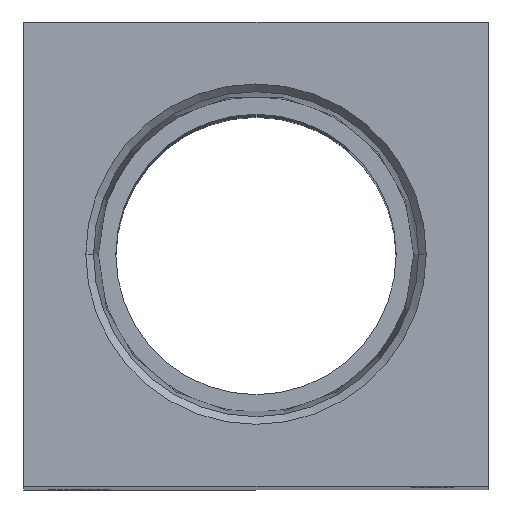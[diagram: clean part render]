
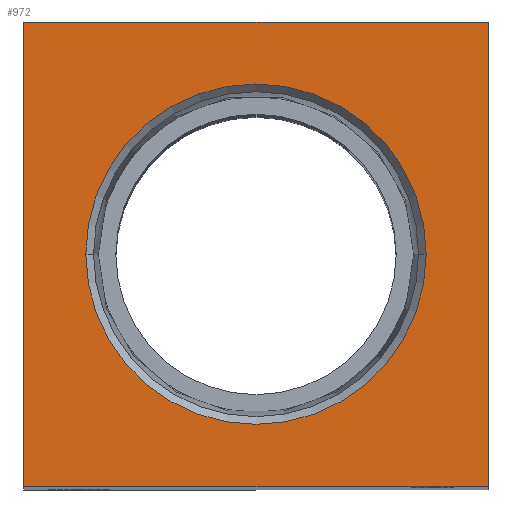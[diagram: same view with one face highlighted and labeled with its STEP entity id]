
A CAD part, top view. The second image highlights one B-rep face of the part: STEP entity #972.
In plain terms, the highlighted planar face has unit normal (0, 0, 1).
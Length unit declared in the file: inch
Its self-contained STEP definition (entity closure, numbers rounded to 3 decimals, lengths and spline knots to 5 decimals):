
#1 = ORIENTED_EDGE ( 'NONE', *, *, #1244, .F. ) ;
#75 = AXIS2_PLACEMENT_3D ( 'NONE', #1493, #1480, #1477 ) ;
#115 = CARTESIAN_POINT ( 'NONE',  ( -0.75, 0.75, 3.4375 ) ) ;
#168 = EDGE_CURVE ( 'NONE', #1134, #1221, #700, .T. ) ;
#199 = EDGE_CURVE ( 'NONE', #1627, #1134, #2113, .T. ) ;
#283 = VECTOR ( 'NONE', #665, 39.37008 ) ;
#408 = CARTESIAN_POINT ( 'NONE',  ( 0.75, -0.75, 3.4375 ) ) ;
#498 = CIRCLE ( 'NONE', #728, 0.5499 ) ;
#508 = VERTEX_POINT ( 'NONE', #760 ) ;
#532 = VERTEX_POINT ( 'NONE', #675 ) ;
#548 = CARTESIAN_POINT ( 'NONE',  ( 0.75, 0.75, 3.4375 ) ) ;
#552 = VECTOR ( 'NONE', #1548, 39.37008 ) ;
#627 = LINE ( 'NONE', #2040, #1033 ) ;
#665 = DIRECTION ( 'NONE',  ( 1., 0., 0. ) ) ;
#675 = CARTESIAN_POINT ( 'NONE',  ( 0.5499, 0., 3.4375 ) ) ;
#700 = LINE ( 'NONE', #1721, #552 ) ;
#728 = AXIS2_PLACEMENT_3D ( 'NONE', #944, #1042, #1636 ) ;
#736 = ORIENTED_EDGE ( 'NONE', *, *, #199, .T. ) ;
#760 = CARTESIAN_POINT ( 'NONE',  ( -0.5499, 0., 3.4375 ) ) ;
#815 = EDGE_CURVE ( 'NONE', #1268, #1627, #1649, .T. ) ;
#856 = EDGE_LOOP ( 'NONE', ( #1, #1848 ) ) ;
#927 = FACE_OUTER_BOUND ( 'NONE', #1394, .T. ) ;
#944 = CARTESIAN_POINT ( 'NONE',  ( 0., 0., 3.4375 ) ) ;
#972 = ADVANCED_FACE ( 'NONE', ( #2135, #927 ), #1643, .T. ) ;
#1033 = VECTOR ( 'NONE', #1103, 39.37008 ) ;
#1042 = DIRECTION ( 'NONE',  ( 0., 0., 1. ) ) ;
#1103 = DIRECTION ( 'NONE',  ( 0., -1., 0. ) ) ;
#1134 = VERTEX_POINT ( 'NONE', #548 ) ;
#1221 = VERTEX_POINT ( 'NONE', #115 ) ;
#1244 = EDGE_CURVE ( 'NONE', #532, #508, #498, .T. ) ;
#1268 = VERTEX_POINT ( 'NONE', #1944 ) ;
#1288 = DIRECTION ( 'NONE',  ( 1., 0., 0. ) ) ;
#1297 = DIRECTION ( 'NONE',  ( 0., 0., 1. ) ) ;
#1306 = CARTESIAN_POINT ( 'NONE',  ( 0., 0., 3.4375 ) ) ;
#1315 = CARTESIAN_POINT ( 'NONE',  ( 0.75, -0.75, 3.4375 ) ) ;
#1318 = AXIS2_PLACEMENT_3D ( 'NONE', #1306, #1297, #1288 ) ;
#1356 = EDGE_CURVE ( 'NONE', #508, #532, #2121, .T. ) ;
#1392 = ORIENTED_EDGE ( 'NONE', *, *, #168, .T. ) ;
#1394 = EDGE_LOOP ( 'NONE', ( #1890, #2014, #736, #1392 ) ) ;
#1477 = DIRECTION ( 'NONE',  ( 1., 0., 0. ) ) ;
#1480 = DIRECTION ( 'NONE',  ( 0., 0., 1. ) ) ;
#1493 = CARTESIAN_POINT ( 'NONE',  ( 0., 0., 3.4375 ) ) ;
#1548 = DIRECTION ( 'NONE',  ( -1., 0., 0. ) ) ;
#1606 = CARTESIAN_POINT ( 'NONE',  ( 0.75, -0.75, 3.4375 ) ) ;
#1627 = VERTEX_POINT ( 'NONE', #408 ) ;
#1636 = DIRECTION ( 'NONE',  ( 1., 0., 0. ) ) ;
#1643 = PLANE ( 'NONE',  #75 ) ;
#1649 = LINE ( 'NONE', #1315, #283 ) ;
#1686 = DIRECTION ( 'NONE',  ( 0., 1., 0. ) ) ;
#1721 = CARTESIAN_POINT ( 'NONE',  ( 0.75, 0.75, 3.4375 ) ) ;
#1729 = VECTOR ( 'NONE', #1686, 39.37008 ) ;
#1848 = ORIENTED_EDGE ( 'NONE', *, *, #1356, .F. ) ;
#1890 = ORIENTED_EDGE ( 'NONE', *, *, #2005, .T. ) ;
#1944 = CARTESIAN_POINT ( 'NONE',  ( -0.75, -0.75, 3.4375 ) ) ;
#2005 = EDGE_CURVE ( 'NONE', #1221, #1268, #627, .T. ) ;
#2014 = ORIENTED_EDGE ( 'NONE', *, *, #815, .T. ) ;
#2040 = CARTESIAN_POINT ( 'NONE',  ( -0.75, -0.75, 3.4375 ) ) ;
#2113 = LINE ( 'NONE', #1606, #1729 ) ;
#2121 = CIRCLE ( 'NONE', #1318, 0.5499 ) ;
#2135 = FACE_BOUND ( 'NONE', #856, .T. ) ;
